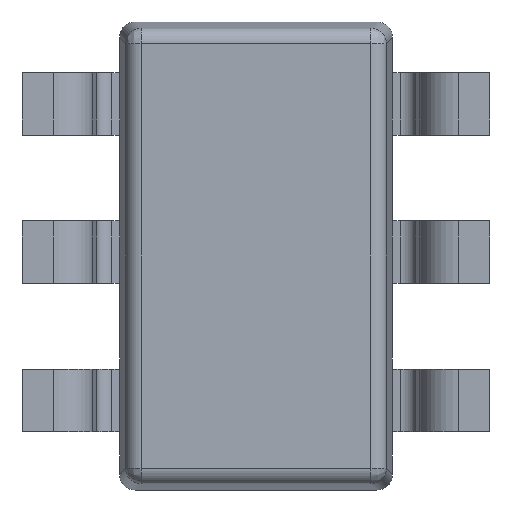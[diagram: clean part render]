
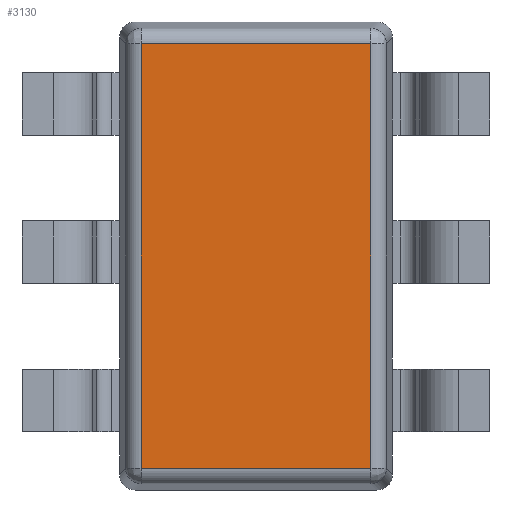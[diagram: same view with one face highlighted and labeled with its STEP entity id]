
A CAD part, front view. The second image highlights one B-rep face of the part: STEP entity #3130.
In plain terms, the highlighted planar face has unit normal (0, -1, 0).
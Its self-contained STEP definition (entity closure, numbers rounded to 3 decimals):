
#108 = VERTEX_POINT ( 'NONE', #3876 ) ;
#175 = EDGE_LOOP ( 'NONE', ( #1820, #4787, #4712, #1104 ) ) ;
#313 = LINE ( 'NONE', #1134, #2676 ) ;
#399 = VECTOR ( 'NONE', #1843, 1000. ) ;
#420 = CARTESIAN_POINT ( 'NONE',  ( 0.825, 0.1, 1.362 ) ) ;
#576 = VERTEX_POINT ( 'NONE', #4507 ) ;
#687 = DIRECTION ( 'NONE',  ( 0., 1., 0. ) ) ;
#761 = VECTOR ( 'NONE', #5247, 1000. ) ;
#808 = VERTEX_POINT ( 'NONE', #3506 ) ;
#1041 = CARTESIAN_POINT ( 'NONE',  ( 0.825, 0.1, -1.362 ) ) ;
#1104 = ORIENTED_EDGE ( 'NONE', *, *, #4056, .F. ) ;
#1134 = CARTESIAN_POINT ( 'NONE',  ( 0.736, 0.1, 1.5 ) ) ;
#1139 = VECTOR ( 'NONE', #2211, 1000. ) ;
#1733 = LINE ( 'NONE', #3512, #399 ) ;
#1782 = EDGE_CURVE ( 'NONE', #576, #808, #3475, .T. ) ;
#1820 = ORIENTED_EDGE ( 'NONE', *, *, #3066, .F. ) ;
#1843 = DIRECTION ( 'NONE',  ( 0., 0., 1. ) ) ;
#2008 = EDGE_CURVE ( 'NONE', #3258, #576, #313, .T. ) ;
#2167 = CARTESIAN_POINT ( 'NONE',  ( 0.736, 0.1, 1.362 ) ) ;
#2211 = DIRECTION ( 'NONE',  ( -1., 0., 0. ) ) ;
#2606 = AXIS2_PLACEMENT_3D ( 'NONE', #4334, #687, #3434 ) ;
#2676 = VECTOR ( 'NONE', #5257, 1000. ) ;
#2702 = FACE_OUTER_BOUND ( 'NONE', #175, .T. ) ;
#3066 = EDGE_CURVE ( 'NONE', #808, #108, #1733, .T. ) ;
#3088 = PLANE ( 'NONE',  #2606 ) ;
#3130 = ADVANCED_FACE ( 'NONE', ( #2702 ), #3088, .F. ) ;
#3258 = VERTEX_POINT ( 'NONE', #2167 ) ;
#3434 = DIRECTION ( 'NONE',  ( 0., 0., 1. ) ) ;
#3475 = LINE ( 'NONE', #1041, #1139 ) ;
#3506 = CARTESIAN_POINT ( 'NONE',  ( -0.736, 0.1, -1.362 ) ) ;
#3512 = CARTESIAN_POINT ( 'NONE',  ( -0.736, 0.1, 1.5 ) ) ;
#3876 = CARTESIAN_POINT ( 'NONE',  ( -0.736, 0.1, 1.362 ) ) ;
#4032 = LINE ( 'NONE', #420, #761 ) ;
#4056 = EDGE_CURVE ( 'NONE', #108, #3258, #4032, .T. ) ;
#4334 = CARTESIAN_POINT ( 'NONE',  ( 0.825, 0.1, 1.5 ) ) ;
#4507 = CARTESIAN_POINT ( 'NONE',  ( 0.736, 0.1, -1.362 ) ) ;
#4712 = ORIENTED_EDGE ( 'NONE', *, *, #2008, .F. ) ;
#4787 = ORIENTED_EDGE ( 'NONE', *, *, #1782, .F. ) ;
#5247 = DIRECTION ( 'NONE',  ( 1., 0., 0. ) ) ;
#5257 = DIRECTION ( 'NONE',  ( 0., 0., -1. ) ) ;
